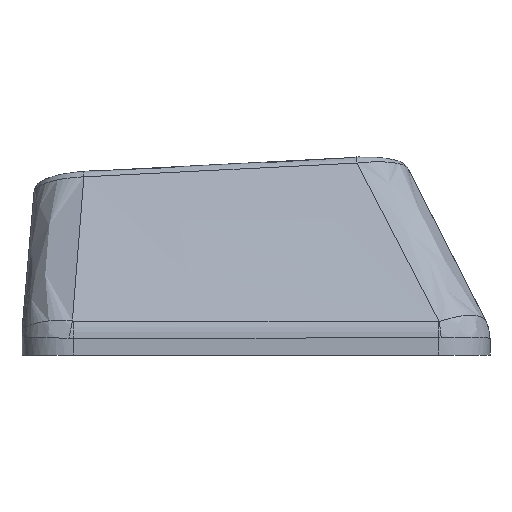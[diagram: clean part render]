
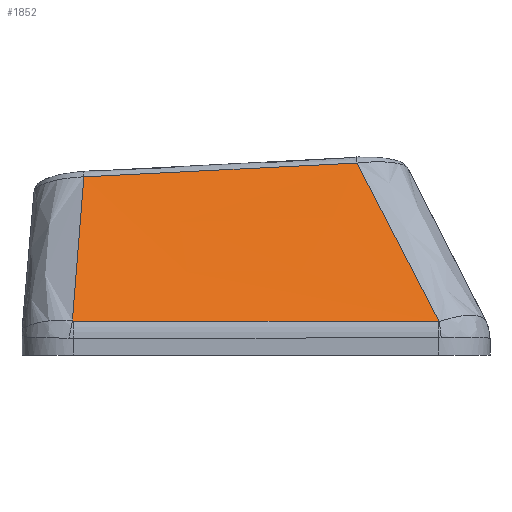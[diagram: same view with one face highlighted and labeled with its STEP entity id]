
A CAD part, left-side view. The second image highlights one B-rep face of the part: STEP entity #1852.
In plain terms, the highlighted free-form (B-spline) face has degree [3, 3] with [4, 4] control points.
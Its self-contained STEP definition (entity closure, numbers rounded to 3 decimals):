
#40=B_SPLINE_SURFACE_WITH_KNOTS('',3,3,((#4508,#4509,#4510,#4511),(#4512,
#4513,#4514,#4515),(#4516,#4517,#4518,#4519),(#4520,#4521,#4522,#4523)),
 .UNSPECIFIED.,.F.,.F.,.F.,(4,4),(4,4),(0.107,0.899),
(0.045,0.956),.UNSPECIFIED.);
#327=FACE_OUTER_BOUND('',#423,.T.);
#423=EDGE_LOOP('',(#1617,#1618,#1619,#1620,#1621,#1622));
#594=B_SPLINE_CURVE_WITH_KNOTS('',3,(#3940,#3941,#3942,#3943),
 .UNSPECIFIED.,.F.,.F.,(4,4),(0.,0.003),
 .UNSPECIFIED.);
#595=B_SPLINE_CURVE_WITH_KNOTS('',3,(#3961,#3962,#3963,#3964),
 .UNSPECIFIED.,.F.,.F.,(4,4),(-1.416,0.),.UNSPECIFIED.);
#598=B_SPLINE_CURVE_WITH_KNOTS('',3,(#3994,#3995,#3996,#3997),
 .UNSPECIFIED.,.F.,.F.,(4,4),(0.,0.004),.UNSPECIFIED.);
#609=B_SPLINE_CURVE_WITH_KNOTS('',3,(#4225,#4226,#4227,#4228),
 .UNSPECIFIED.,.F.,.F.,(4,4),(0.037,0.785),
 .UNSPECIFIED.);
#617=B_SPLINE_CURVE_WITH_KNOTS('',3,(#4448,#4449,#4450,#4451),
 .UNSPECIFIED.,.F.,.F.,(4,4),(0.,1.061),.UNSPECIFIED.);
#620=B_SPLINE_CURVE_WITH_KNOTS('',3,(#4524,#4525,#4526,#4527),
 .UNSPECIFIED.,.F.,.F.,(4,4),(-0.661,-0.033),
 .UNSPECIFIED.);
#817=VERTEX_POINT('',#3902);
#819=VERTEX_POINT('',#3933);
#821=VERTEX_POINT('',#3960);
#823=VERTEX_POINT('',#3987);
#839=VERTEX_POINT('',#4218);
#844=VERTEX_POINT('',#4446);
#1071=EDGE_CURVE('',#817,#819,#594,.T.);
#1072=EDGE_CURVE('',#819,#821,#595,.T.);
#1077=EDGE_CURVE('',#821,#823,#598,.T.);
#1103=EDGE_CURVE('',#839,#817,#609,.T.);
#1118=EDGE_CURVE('',#844,#839,#617,.T.);
#1122=EDGE_CURVE('',#823,#844,#620,.T.);
#1617=ORIENTED_EDGE('',*,*,#1071,.F.);
#1618=ORIENTED_EDGE('',*,*,#1103,.F.);
#1619=ORIENTED_EDGE('',*,*,#1118,.F.);
#1620=ORIENTED_EDGE('',*,*,#1122,.F.);
#1621=ORIENTED_EDGE('',*,*,#1077,.F.);
#1622=ORIENTED_EDGE('',*,*,#1072,.F.);
#1852=ADVANCED_FACE('',(#327),#40,.F.);
#3902=CARTESIAN_POINT('',(-8.943,-7.107,0.299));
#3933=CARTESIAN_POINT('',(-8.944,-7.079,0.298));
#3940=CARTESIAN_POINT('Ctrl Pts',(-8.943,-7.107,0.299));
#3941=CARTESIAN_POINT('Ctrl Pts',(-8.944,-7.098,0.298));
#3942=CARTESIAN_POINT('Ctrl Pts',(-8.944,-7.088,0.298));
#3943=CARTESIAN_POINT('Ctrl Pts',(-8.944,-7.079,0.298));
#3960=CARTESIAN_POINT('',(-8.921,7.082,0.318));
#3961=CARTESIAN_POINT('Ctrl Pts',(-8.944,-7.079,0.298));
#3962=CARTESIAN_POINT('Ctrl Pts',(-8.937,-2.359,0.304));
#3963=CARTESIAN_POINT('Ctrl Pts',(-8.929,2.361,0.311));
#3964=CARTESIAN_POINT('Ctrl Pts',(-8.921,7.082,0.318));
#3987=CARTESIAN_POINT('',(-8.919,7.125,0.322));
#3994=CARTESIAN_POINT('Ctrl Pts',(-8.921,7.082,0.318));
#3995=CARTESIAN_POINT('Ctrl Pts',(-8.921,7.096,0.318));
#3996=CARTESIAN_POINT('Ctrl Pts',(-8.92,7.111,0.319));
#3997=CARTESIAN_POINT('Ctrl Pts',(-8.919,7.125,0.322));
#4218=CARTESIAN_POINT('',(-6.11,-3.922,6.452));
#4225=CARTESIAN_POINT('Ctrl Pts',(-6.11,-3.922,6.452));
#4226=CARTESIAN_POINT('Ctrl Pts',(-7.057,-4.986,4.403));
#4227=CARTESIAN_POINT('Ctrl Pts',(-8.001,-6.047,2.351));
#4228=CARTESIAN_POINT('Ctrl Pts',(-8.943,-7.107,0.299));
#4446=CARTESIAN_POINT('',(-6.116,6.678,5.915));
#4448=CARTESIAN_POINT('Ctrl Pts',(-6.116,6.678,5.915));
#4449=CARTESIAN_POINT('Ctrl Pts',(-6.114,3.145,6.093));
#4450=CARTESIAN_POINT('Ctrl Pts',(-6.112,-0.389,
6.272));
#4451=CARTESIAN_POINT('Ctrl Pts',(-6.11,-3.922,6.452));
#4508=CARTESIAN_POINT('Ctrl Pts',(-6.11,7.033,5.91));
#4509=CARTESIAN_POINT('Ctrl Pts',(-7.054,7.064,4.031));
#4510=CARTESIAN_POINT('Ctrl Pts',(-7.999,7.095,2.151));
#4511=CARTESIAN_POINT('Ctrl Pts',(-8.944,7.126,0.272));
#4512=CARTESIAN_POINT('Ctrl Pts',(-6.11,3.257,6.097));
#4513=CARTESIAN_POINT('Ctrl Pts',(-7.054,2.965,4.158));
#4514=CARTESIAN_POINT('Ctrl Pts',(-7.999,2.673,2.219));
#4515=CARTESIAN_POINT('Ctrl Pts',(-8.944,2.382,0.28));
#4516=CARTESIAN_POINT('Ctrl Pts',(-6.11,-0.519,
6.283));
#4517=CARTESIAN_POINT('Ctrl Pts',(-7.054,-1.133,4.285));
#4518=CARTESIAN_POINT('Ctrl Pts',(-7.999,-1.748,2.287));
#4519=CARTESIAN_POINT('Ctrl Pts',(-8.944,-2.363,0.289));
#4520=CARTESIAN_POINT('Ctrl Pts',(-6.11,-4.295,6.47));
#4521=CARTESIAN_POINT('Ctrl Pts',(-7.054,-5.232,4.413));
#4522=CARTESIAN_POINT('Ctrl Pts',(-7.999,-6.17,2.355));
#4523=CARTESIAN_POINT('Ctrl Pts',(-8.944,-7.107,0.298));
#4524=CARTESIAN_POINT('Ctrl Pts',(-8.919,7.125,0.322));
#4525=CARTESIAN_POINT('Ctrl Pts',(-7.982,6.973,2.185));
#4526=CARTESIAN_POINT('Ctrl Pts',(-7.048,6.824,4.049));
#4527=CARTESIAN_POINT('Ctrl Pts',(-6.116,6.678,5.915));
